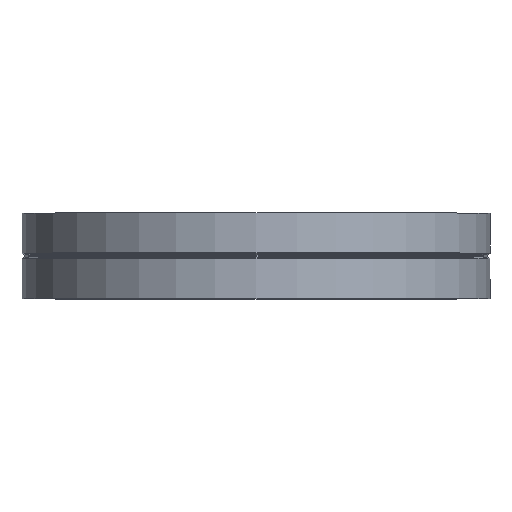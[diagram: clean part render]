
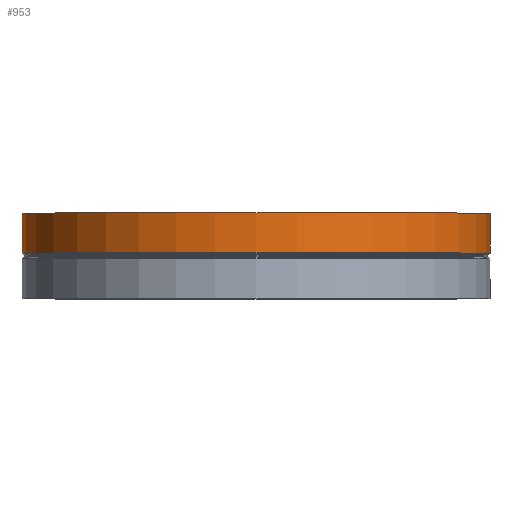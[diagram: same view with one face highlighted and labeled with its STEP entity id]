
A CAD part, top view. The second image highlights one B-rep face of the part: STEP entity #953.
In plain terms, the highlighted cylindrical face has radius 626.125 mm (diameter 1252.25 mm), a full revolution.
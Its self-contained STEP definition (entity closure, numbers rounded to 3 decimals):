
#73=CARTESIAN_POINT('',(626.125,122.,0.011));
#74=VERTEX_POINT('',#73);
#541=CARTESIAN_POINT('',(626.125,122.,0.0));
#542=VERTEX_POINT('',#541);
#573=CARTESIAN_POINT('',(626.125,229.,0.0));
#574=VERTEX_POINT('',#573);
#575=CARTESIAN_POINT('',(626.125,122.,0.0));
#576=DIRECTION('',(0.0,1.0,0.0));
#577=VECTOR('',#576,107.);
#578=LINE('',#575,#577);
#579=EDGE_CURVE('',#542,#574,#578,.T.);
#917=CARTESIAN_POINT('',(0.0,122.,0.0));
#918=DIRECTION('',(0.0,1.0,0.0));
#919=DIRECTION('',(1.0,0.0,0.0));
#920=AXIS2_PLACEMENT_3D('',#917,#918,#919);
#921=CIRCLE('',#920,626.125);
#922=EDGE_CURVE('',#542,#74,#921,.T.);
#929=CARTESIAN_POINT('',(0.0,114.5,0.0));
#930=DIRECTION('',(0.0,1.0,0.0));
#931=DIRECTION('',(1.0,0.0,0.0));
#932=AXIS2_PLACEMENT_3D('',#929,#930,#931);
#933=CYLINDRICAL_SURFACE('',#932,626.125);
#934=CARTESIAN_POINT('',(626.125,229.,0.011));
#935=VERTEX_POINT('',#934);
#936=CARTESIAN_POINT('',(626.125,122.,0.011));
#937=DIRECTION('',(0.0,1.0,0.0));
#938=VECTOR('',#937,107.);
#939=LINE('',#936,#938);
#940=EDGE_CURVE('',#74,#935,#939,.T.);
#941=ORIENTED_EDGE('',*,*,#940,.T.);
#942=CARTESIAN_POINT('',(0.0,229.,0.0));
#943=DIRECTION('',(0.0,1.0,0.0));
#944=DIRECTION('',(1.0,0.0,0.0));
#945=AXIS2_PLACEMENT_3D('',#942,#943,#944);
#946=CIRCLE('',#945,626.125);
#947=EDGE_CURVE('',#574,#935,#946,.T.);
#948=ORIENTED_EDGE('',*,*,#947,.F.);
#949=ORIENTED_EDGE('',*,*,#579,.F.);
#950=ORIENTED_EDGE('',*,*,#922,.T.);
#951=EDGE_LOOP('',(#941,#948,#949,#950));
#952=FACE_OUTER_BOUND('',#951,.T.);
#953=ADVANCED_FACE('',(#952),#933,.T.);
